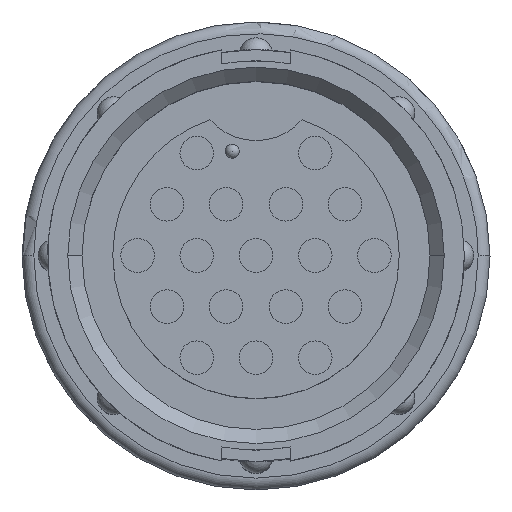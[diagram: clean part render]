
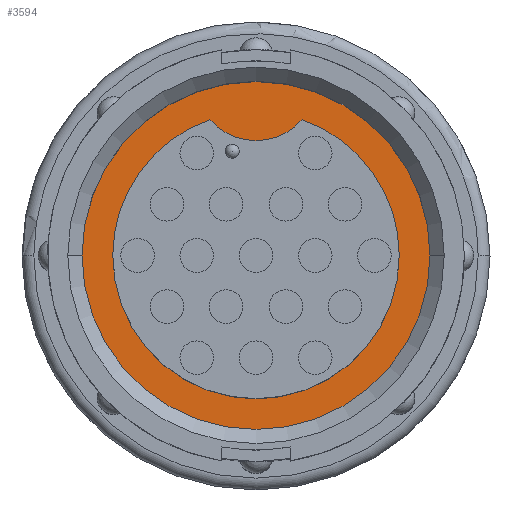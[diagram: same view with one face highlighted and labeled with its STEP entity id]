
A CAD part, top view. The second image highlights one B-rep face of the part: STEP entity #3594.
In plain terms, the highlighted planar face has unit normal (0, 0, 1).
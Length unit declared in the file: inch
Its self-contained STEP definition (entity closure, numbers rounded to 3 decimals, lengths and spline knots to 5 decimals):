
#36 = AXIS2_PLACEMENT_3D ( 'NONE', #1749, #1748, #1746 ) ;
#57 = AXIS2_PLACEMENT_3D ( 'NONE', #1764, #1763, #1762 ) ;
#796 = CARTESIAN_POINT ( 'NONE',  ( 0., 0.3725, -0.335 ) ) ;
#1096 = DIRECTION ( 'NONE',  ( 0., 0., -1. ) ) ;
#1168 = DIRECTION ( 'NONE',  ( 1., 0., 0. ) ) ;
#1352 = FACE_OUTER_BOUND ( 'NONE', #6238, .T. ) ;
#1356 = AXIS2_PLACEMENT_3D ( 'NONE', #8827, #8826, #8824 ) ;
#1362 = FACE_BOUND ( 'NONE', #5176, .T. ) ;
#1619 = CARTESIAN_POINT ( 'NONE',  ( 0.3025, 0., -0.335 ) ) ;
#1725 = CARTESIAN_POINT ( 'NONE',  ( 0.09739, 0.28639, -0.335 ) ) ;
#1746 = DIRECTION ( 'NONE',  ( 1., 0., 0. ) ) ;
#1748 = DIRECTION ( 'NONE',  ( 0., 0., 1. ) ) ;
#1749 = CARTESIAN_POINT ( 'NONE',  ( 0., 0., -0.335 ) ) ;
#1762 = DIRECTION ( 'NONE',  ( 1., 0., 0. ) ) ;
#1763 = DIRECTION ( 'NONE',  ( 0., 0., 1. ) ) ;
#1764 = CARTESIAN_POINT ( 'NONE',  ( 0., 0., -0.335 ) ) ;
#2177 = AXIS2_PLACEMENT_3D ( 'NONE', #3030, #3048, #3050 ) ;
#2265 = CIRCLE ( 'NONE', #2177, 0.3675 ) ;
#2282 = CIRCLE ( 'NONE', #36, 0.3025 ) ;
#2284 = CIRCLE ( 'NONE', #57, 0.3025 ) ;
#2320 = CIRCLE ( 'NONE', #4468, 0.13 ) ;
#2381 = CIRCLE ( 'NONE', #3208, 0.3675 ) ;
#2382 = CIRCLE ( 'NONE', #3194, 0.3025 ) ;
#3030 = CARTESIAN_POINT ( 'NONE',  ( 0., 0., -0.335 ) ) ;
#3048 = DIRECTION ( 'NONE',  ( 0., 0., 1. ) ) ;
#3050 = DIRECTION ( 'NONE',  ( 1., 0., 0. ) ) ;
#3194 = AXIS2_PLACEMENT_3D ( 'NONE', #9209, #9208, #9207 ) ;
#3208 = AXIS2_PLACEMENT_3D ( 'NONE', #9321, #9319, #9318 ) ;
#3594 = ADVANCED_FACE ( 'NONE', ( #1362, #1352 ), #8830, .F. ) ;
#3893 = EDGE_CURVE ( 'NONE', #5209, #5881, #2320, .T. ) ;
#4027 = EDGE_CURVE ( 'NONE', #5883, #5897, #2381, .T. ) ;
#4058 = EDGE_CURVE ( 'NONE', #5819, #5209, #2382, .T. ) ;
#4218 = EDGE_CURVE ( 'NONE', #5897, #5883, #2265, .T. ) ;
#4333 = EDGE_CURVE ( 'NONE', #5881, #5848, #2284, .T. ) ;
#4343 = EDGE_CURVE ( 'NONE', #5848, #5819, #2282, .T. ) ;
#4468 = AXIS2_PLACEMENT_3D ( 'NONE', #796, #1096, #1168 ) ;
#5176 = EDGE_LOOP ( 'NONE', ( #6303, #6344, #6019, #6480 ) ) ;
#5209 = VERTEX_POINT ( 'NONE', #1725 ) ;
#5819 = VERTEX_POINT ( 'NONE', #1619 ) ;
#5848 = VERTEX_POINT ( 'NONE', #7867 ) ;
#5881 = VERTEX_POINT ( 'NONE', #7773 ) ;
#5883 = VERTEX_POINT ( 'NONE', #7769 ) ;
#5897 = VERTEX_POINT ( 'NONE', #7748 ) ;
#5980 = ORIENTED_EDGE ( 'NONE', *, *, #4218, .T. ) ;
#6019 = ORIENTED_EDGE ( 'NONE', *, *, #4058, .F. ) ;
#6238 = EDGE_LOOP ( 'NONE', ( #6967, #5980 ) ) ;
#6303 = ORIENTED_EDGE ( 'NONE', *, *, #4333, .F. ) ;
#6344 = ORIENTED_EDGE ( 'NONE', *, *, #3893, .F. ) ;
#6480 = ORIENTED_EDGE ( 'NONE', *, *, #4343, .F. ) ;
#6967 = ORIENTED_EDGE ( 'NONE', *, *, #4027, .T. ) ;
#7748 = CARTESIAN_POINT ( 'NONE',  ( -0.3675, 0., -0.335 ) ) ;
#7769 = CARTESIAN_POINT ( 'NONE',  ( 0.3675, 0., -0.335 ) ) ;
#7773 = CARTESIAN_POINT ( 'NONE',  ( -0.09739, 0.28639, -0.335 ) ) ;
#7867 = CARTESIAN_POINT ( 'NONE',  ( -0.3025, 0., -0.335 ) ) ;
#8824 = DIRECTION ( 'NONE',  ( -1., 0., 0. ) ) ;
#8826 = DIRECTION ( 'NONE',  ( 0., 0., -1. ) ) ;
#8827 = CARTESIAN_POINT ( 'NONE',  ( 0., 0.3025, -0.335 ) ) ;
#8830 = PLANE ( 'NONE',  #1356 ) ;
#9207 = DIRECTION ( 'NONE',  ( 1., 0., 0. ) ) ;
#9208 = DIRECTION ( 'NONE',  ( 0., 0., 1. ) ) ;
#9209 = CARTESIAN_POINT ( 'NONE',  ( 0., 0., -0.335 ) ) ;
#9318 = DIRECTION ( 'NONE',  ( 1., 0., 0. ) ) ;
#9319 = DIRECTION ( 'NONE',  ( 0., 0., 1. ) ) ;
#9321 = CARTESIAN_POINT ( 'NONE',  ( 0., 0., -0.335 ) ) ;
